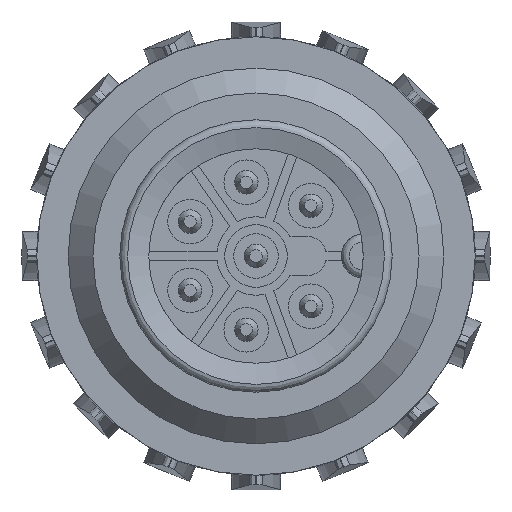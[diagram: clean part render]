
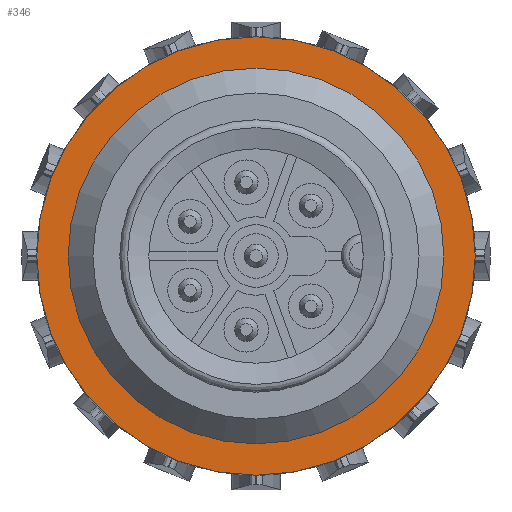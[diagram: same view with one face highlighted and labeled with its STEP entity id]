
A CAD part, left-side view. The second image highlights one B-rep face of the part: STEP entity #346.
In plain terms, the highlighted planar face has unit normal (-1, 0, 0).
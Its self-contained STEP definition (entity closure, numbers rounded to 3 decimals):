
#346 = ADVANCED_FACE( '', ( #862, #863 ), #864, .F. );
#862 = FACE_OUTER_BOUND( '', #1744, .T. );
#863 = FACE_BOUND( '', #1745, .T. );
#864 = PLANE( '', #1746 );
#1744 = EDGE_LOOP( '', ( #3373 ) );
#1745 = EDGE_LOOP( '', ( #3374 ) );
#1746 = AXIS2_PLACEMENT_3D( '', #3375, #3376, #3377 );
#3373 = ORIENTED_EDGE( '', *, *, #5691, .F. );
#3374 = ORIENTED_EDGE( '', *, *, #5692, .T. );
#3375 = CARTESIAN_POINT( '', ( 10.3, 12., 0. ) );
#3376 = DIRECTION( '', ( 1., 0., 0. ) );
#3377 = DIRECTION( '', ( 0., 0., -1. ) );
#5691 = EDGE_CURVE( '', #6751, #6751, #6752, .T. );
#5692 = EDGE_CURVE( '', #6753, #6753, #6754, .T. );
#6751 = VERTEX_POINT( '', #8577 );
#6752 = CIRCLE( '', #8578, 14. );
#6753 = VERTEX_POINT( '', #8579 );
#6754 = CIRCLE( '', #8580, 12. );
#8577 = CARTESIAN_POINT( '', ( 10.3, 0., -14. ) );
#8578 = AXIS2_PLACEMENT_3D( '', #12009, #12010, #12011 );
#8579 = CARTESIAN_POINT( '', ( 10.3, 0., -12. ) );
#8580 = AXIS2_PLACEMENT_3D( '', #12012, #12013, #12014 );
#12009 = CARTESIAN_POINT( '', ( 10.3, 0., 0. ) );
#12010 = DIRECTION( '', ( 1., 0., 0. ) );
#12011 = DIRECTION( '', ( 0., 0., -1. ) );
#12012 = CARTESIAN_POINT( '', ( 10.3, 0., 0. ) );
#12013 = DIRECTION( '', ( 1., 0., 0. ) );
#12014 = DIRECTION( '', ( 0., 0., -1. ) );
